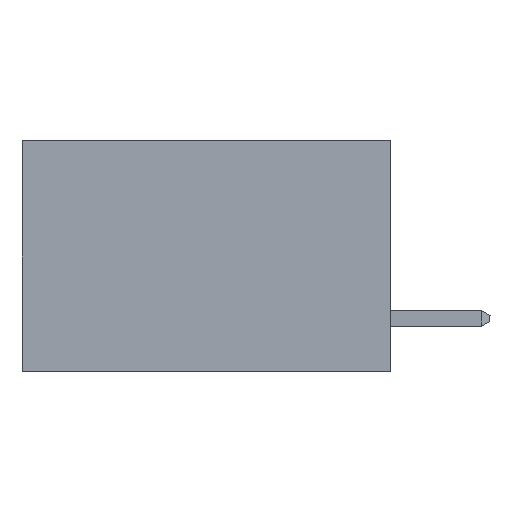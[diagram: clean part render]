
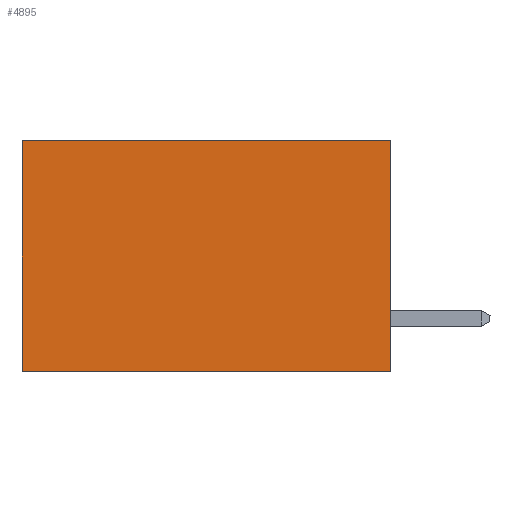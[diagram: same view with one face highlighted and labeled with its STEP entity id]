
A CAD part, left-side view. The second image highlights one B-rep face of the part: STEP entity #4895.
In plain terms, the highlighted planar face has unit normal (-1, 0, 0).
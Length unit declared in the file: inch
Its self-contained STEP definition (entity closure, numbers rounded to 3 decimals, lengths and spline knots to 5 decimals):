
#2866 = CARTESIAN_POINT ( 'NONE',  ( 0.277, 0., -0.37 ) ) ;
#3321 = LINE ( 'NONE', #10315, #10986 ) ;
#4259 = LINE ( 'NONE', #12649, #7652 ) ;
#4895 = ADVANCED_FACE ( 'NONE', ( #17273 ), #5769, .F. ) ;
#5243 = EDGE_CURVE ( 'NONE', #5977, #6282, #3321, .T. ) ;
#5769 = PLANE ( 'NONE',  #17518 ) ;
#5977 = VERTEX_POINT ( 'NONE', #7888 ) ;
#6190 = EDGE_CURVE ( 'NONE', #6282, #7437, #6203, .T. ) ;
#6203 = LINE ( 'NONE', #13083, #13867 ) ;
#6282 = VERTEX_POINT ( 'NONE', #10804 ) ;
#7437 = VERTEX_POINT ( 'NONE', #14991 ) ;
#7652 = VECTOR ( 'NONE', #18408, 39.37008 ) ;
#7853 = ORIENTED_EDGE ( 'NONE', *, *, #5243, .T. ) ;
#7888 = CARTESIAN_POINT ( 'NONE',  ( 0.277, 0., 0. ) ) ;
#8915 = EDGE_CURVE ( 'NONE', #5977, #11065, #17121, .T. ) ;
#10315 = CARTESIAN_POINT ( 'NONE',  ( 0.277, 0., 0. ) ) ;
#10704 = DIRECTION ( 'NONE',  ( 0., 1., 0. ) ) ;
#10804 = CARTESIAN_POINT ( 'NONE',  ( 0.277, 0.59, 0. ) ) ;
#10986 = VECTOR ( 'NONE', #10704, 39.37008 ) ;
#11065 = VERTEX_POINT ( 'NONE', #13862 ) ;
#11269 = EDGE_LOOP ( 'NONE', ( #13870, #18451, #17681, #7853 ) ) ;
#12514 = DIRECTION ( 'NONE',  ( 1., 0., 0. ) ) ;
#12649 = CARTESIAN_POINT ( 'NONE',  ( 0.277, 0., -0.37 ) ) ;
#13059 = CARTESIAN_POINT ( 'NONE',  ( 0.277, 0., -0.37 ) ) ;
#13083 = CARTESIAN_POINT ( 'NONE',  ( 0.277, 0.59, -0.37 ) ) ;
#13306 = VECTOR ( 'NONE', #17369, 39.37008 ) ;
#13339 = DIRECTION ( 'NONE',  ( 0., 0., -1. ) ) ;
#13862 = CARTESIAN_POINT ( 'NONE',  ( 0.277, 0., -0.37 ) ) ;
#13867 = VECTOR ( 'NONE', #13339, 39.37008 ) ;
#13870 = ORIENTED_EDGE ( 'NONE', *, *, #6190, .T. ) ;
#14991 = CARTESIAN_POINT ( 'NONE',  ( 0.277, 0.59, -0.37 ) ) ;
#16554 = EDGE_CURVE ( 'NONE', #11065, #7437, #4259, .T. ) ;
#17121 = LINE ( 'NONE', #13059, #13306 ) ;
#17273 = FACE_OUTER_BOUND ( 'NONE', #11269, .T. ) ;
#17369 = DIRECTION ( 'NONE',  ( 0., 0., -1. ) ) ;
#17518 = AXIS2_PLACEMENT_3D ( 'NONE', #2866, #12514, #18112 ) ;
#17681 = ORIENTED_EDGE ( 'NONE', *, *, #8915, .F. ) ;
#18112 = DIRECTION ( 'NONE',  ( 0., 0., -1. ) ) ;
#18408 = DIRECTION ( 'NONE',  ( 0., 1., 0. ) ) ;
#18451 = ORIENTED_EDGE ( 'NONE', *, *, #16554, .F. ) ;
